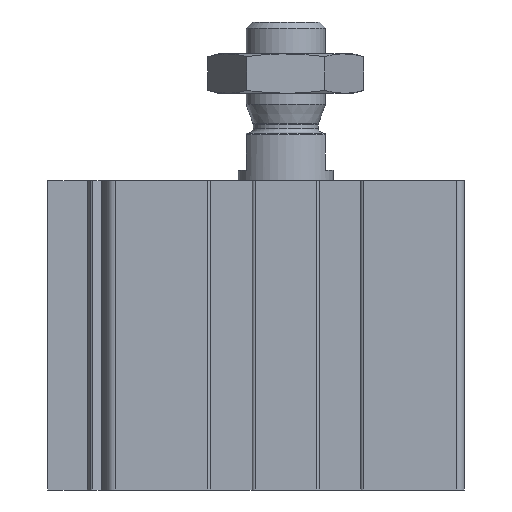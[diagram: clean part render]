
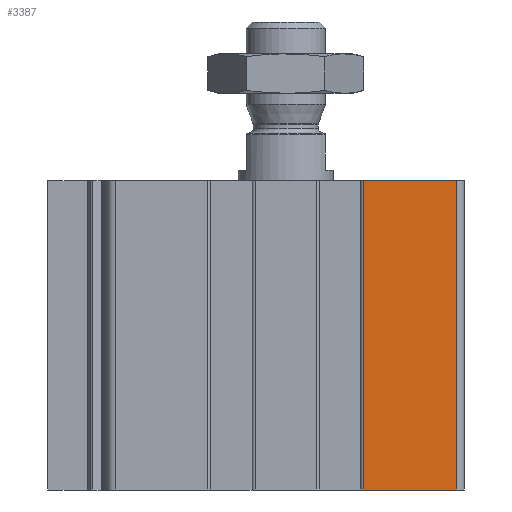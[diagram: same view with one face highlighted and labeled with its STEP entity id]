
A CAD part, left-side view. The second image highlights one B-rep face of the part: STEP entity #3387.
In plain terms, the highlighted planar face has unit normal (-1, 0, 0).
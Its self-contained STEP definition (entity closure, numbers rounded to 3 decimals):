
#367=ORIENTED_EDGE('',*,*,#1359,.F.);
#368=ORIENTED_EDGE('',*,*,#1360,.F.);
#369=ORIENTED_EDGE('',*,*,#1361,.T.);
#370=ORIENTED_EDGE('',*,*,#1362,.T.);
#1359=EDGE_CURVE('',#1855,#1856,#2205,.T.);
#1360=EDGE_CURVE('',#1857,#1855,#2206,.T.);
#1361=EDGE_CURVE('',#1857,#1858,#2207,.T.);
#1362=EDGE_CURVE('',#1858,#1856,#2208,.T.);
#1855=VERTEX_POINT('',#5147);
#1856=VERTEX_POINT('',#5148);
#1857=VERTEX_POINT('',#5150);
#1858=VERTEX_POINT('',#5152);
#2205=LINE('',#5146,#2481);
#2206=LINE('',#5149,#2482);
#2207=LINE('',#5151,#2483);
#2208=LINE('',#5153,#2484);
#2481=VECTOR('',#4046,1000.);
#2482=VECTOR('',#4047,1000.);
#2483=VECTOR('',#4048,1000.);
#2484=VECTOR('',#4049,1000.);
#2757=EDGE_LOOP('',(#367,#368,#369,#370));
#3025=FACE_BOUND('',#2757,.T.);
#3293=PLANE('',#3630);
#3387=ADVANCED_FACE('',(#3025),#3293,.T.);
#3630=AXIS2_PLACEMENT_3D('',#5145,#4044,#4045);
#4044=DIRECTION('',(-1.,0.,0.));
#4045=DIRECTION('',(0.,0.,1.));
#4046=DIRECTION('',(0.,-1.,0.));
#4047=DIRECTION('',(0.,0.,1.));
#4048=DIRECTION('',(0.,-1.,0.));
#4049=DIRECTION('',(0.,0.,1.));
#5145=CARTESIAN_POINT('',(-22.5,-9.85,-39.));
#5146=CARTESIAN_POINT('',(-22.5,-9.85,0.));
#5147=CARTESIAN_POINT('',(-22.5,-9.85,0.));
#5148=CARTESIAN_POINT('',(-22.5,-21.5,0.));
#5149=CARTESIAN_POINT('',(-22.5,-9.85,-39.));
#5150=CARTESIAN_POINT('',(-22.5,-9.85,-39.));
#5151=CARTESIAN_POINT('',(-22.5,-9.85,-39.));
#5152=CARTESIAN_POINT('',(-22.5,-21.5,-39.));
#5153=CARTESIAN_POINT('',(-22.5,-21.5,-39.));
